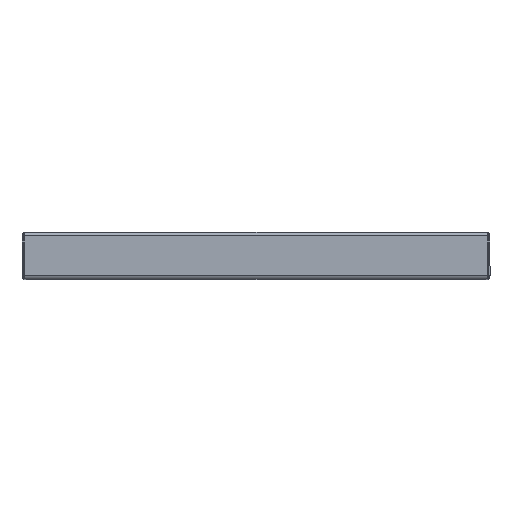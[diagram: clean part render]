
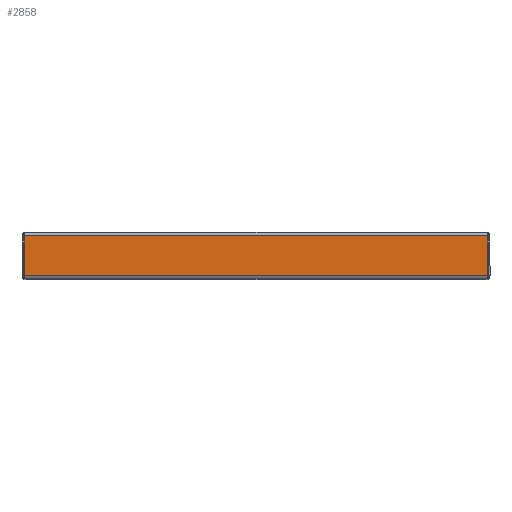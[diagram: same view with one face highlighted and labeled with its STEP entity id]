
A CAD part, top view. The second image highlights one B-rep face of the part: STEP entity #2858.
In plain terms, the highlighted planar face has unit normal (0, 0, 1).
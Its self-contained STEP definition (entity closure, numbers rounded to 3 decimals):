
#25 = DIRECTION ( 'NONE',  ( 1., 0., 0. ) ) ;
#98 = EDGE_CURVE ( 'NONE', #402, #2898, #2965, .T. ) ;
#334 = VECTOR ( 'NONE', #3093, 1000. ) ;
#402 = VERTEX_POINT ( 'NONE', #1724 ) ;
#456 = DIRECTION ( 'NONE',  ( 0., 1., 0. ) ) ;
#536 = FACE_OUTER_BOUND ( 'NONE', #1867, .T. ) ;
#537 = CARTESIAN_POINT ( 'NONE',  ( 495.25, 42., 0. ) ) ;
#612 = VECTOR ( 'NONE', #456, 1000. ) ;
#931 = CARTESIAN_POINT ( 'NONE',  ( -495.25, 42., 0. ) ) ;
#999 = CARTESIAN_POINT ( 'NONE',  ( 495.25, -42., 0. ) ) ;
#1169 = DIRECTION ( 'NONE',  ( 1., 0., 0. ) ) ;
#1288 = ORIENTED_EDGE ( 'NONE', *, *, #98, .T. ) ;
#1359 = AXIS2_PLACEMENT_3D ( 'NONE', #1490, #1773, #25 ) ;
#1490 = CARTESIAN_POINT ( 'NONE',  ( 0., 0., 0. ) ) ;
#1520 = PLANE ( 'NONE',  #1359 ) ;
#1616 = ORIENTED_EDGE ( 'NONE', *, *, #3070, .T. ) ;
#1662 = CARTESIAN_POINT ( 'NONE',  ( 495.25, -50., 0. ) ) ;
#1667 = CARTESIAN_POINT ( 'NONE',  ( -495.25, -50., 0. ) ) ;
#1724 = CARTESIAN_POINT ( 'NONE',  ( 495.25, 42., 0. ) ) ;
#1749 = DIRECTION ( 'NONE',  ( -1., 0., 0. ) ) ;
#1773 = DIRECTION ( 'NONE',  ( 0., 0., 1. ) ) ;
#1783 = VECTOR ( 'NONE', #1169, 1000. ) ;
#1867 = EDGE_LOOP ( 'NONE', ( #2157, #1616, #1951, #1288 ) ) ;
#1913 = LINE ( 'NONE', #1667, #334 ) ;
#1916 = CARTESIAN_POINT ( 'NONE',  ( -495.25, -42., 0. ) ) ;
#1951 = ORIENTED_EDGE ( 'NONE', *, *, #2922, .T. ) ;
#2080 = VERTEX_POINT ( 'NONE', #1916 ) ;
#2157 = ORIENTED_EDGE ( 'NONE', *, *, #2408, .T. ) ;
#2345 = LINE ( 'NONE', #2605, #1783 ) ;
#2408 = EDGE_CURVE ( 'NONE', #2898, #2080, #1913, .T. ) ;
#2416 = VECTOR ( 'NONE', #1749, 1000. ) ;
#2572 = LINE ( 'NONE', #1662, #612 ) ;
#2605 = CARTESIAN_POINT ( 'NONE',  ( -495.25, -42., 0. ) ) ;
#2858 = ADVANCED_FACE ( 'NONE', ( #536 ), #1520, .T. ) ;
#2898 = VERTEX_POINT ( 'NONE', #931 ) ;
#2922 = EDGE_CURVE ( 'NONE', #3122, #402, #2572, .T. ) ;
#2965 = LINE ( 'NONE', #537, #2416 ) ;
#3070 = EDGE_CURVE ( 'NONE', #2080, #3122, #2345, .T. ) ;
#3093 = DIRECTION ( 'NONE',  ( 0., -1., 0. ) ) ;
#3122 = VERTEX_POINT ( 'NONE', #999 ) ;
